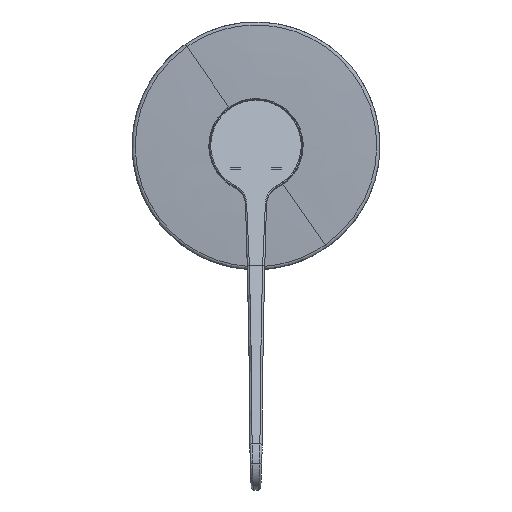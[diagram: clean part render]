
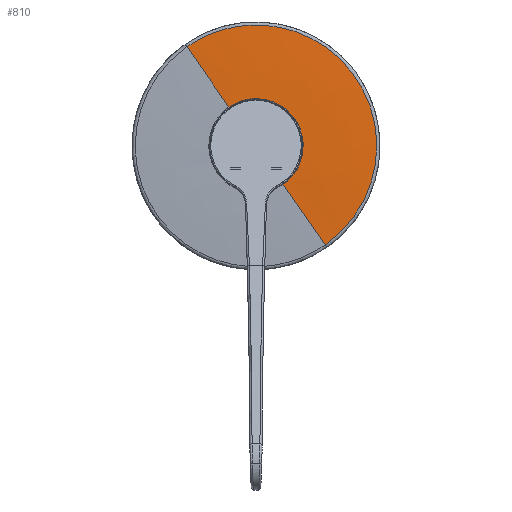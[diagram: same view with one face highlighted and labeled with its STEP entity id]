
A CAD part, front view. The second image highlights one B-rep face of the part: STEP entity #810.
In plain terms, the highlighted free-form (B-spline) face has degree [3, 3] with [4, 4] control points.
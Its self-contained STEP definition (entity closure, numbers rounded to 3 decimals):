
#810=ADVANCED_FACE('',(#1434),#9670,.T.);
#1434=FACE_OUTER_BOUND('',#2095,.T.);
#2095=EDGE_LOOP('',(#4989,#4990,#4991,#4992));
#4989=ORIENTED_EDGE('',*,*,#6591,.T.);
#4990=ORIENTED_EDGE('',*,*,#6592,.T.);
#4991=ORIENTED_EDGE('',*,*,#6593,.T.);
#4992=ORIENTED_EDGE('',*,*,#6594,.T.);
#6591=EDGE_CURVE('',#9063,#9064,#8149,.T.);
#6592=EDGE_CURVE('',#9064,#9065,#8150,.T.);
#6593=EDGE_CURVE('',#9065,#9066,#8151,.T.);
#6594=EDGE_CURVE('',#9066,#9063,#8152,.T.);
#8149=(
BOUNDED_CURVE()
B_SPLINE_CURVE(3,(#28960,#28961,#28962,#28963),.UNSPECIFIED.,.F.,.F.)
B_SPLINE_CURVE_WITH_KNOTS((4,4),(0.,1.),.UNSPECIFIED.)
CURVE()
GEOMETRIC_REPRESENTATION_ITEM()
RATIONAL_B_SPLINE_CURVE((1.,1.,1.,1.))
REPRESENTATION_ITEM('')
);
#8150=(
BOUNDED_CURVE()
B_SPLINE_CURVE(3,(#28964,#28965,#28966,#28967),.UNSPECIFIED.,.F.,.F.)
B_SPLINE_CURVE_WITH_KNOTS((4,4),(0.,1.),.UNSPECIFIED.)
CURVE()
GEOMETRIC_REPRESENTATION_ITEM()
RATIONAL_B_SPLINE_CURVE((1.,0.333,0.333,1.))
REPRESENTATION_ITEM('')
);
#8151=(
BOUNDED_CURVE()
B_SPLINE_CURVE(3,(#28968,#28969,#28970,#28971),.UNSPECIFIED.,.F.,.F.)
B_SPLINE_CURVE_WITH_KNOTS((4,4),(-1.,0.),.UNSPECIFIED.)
CURVE()
GEOMETRIC_REPRESENTATION_ITEM()
RATIONAL_B_SPLINE_CURVE((1.,1.,1.,1.))
REPRESENTATION_ITEM('')
);
#8152=(
BOUNDED_CURVE()
B_SPLINE_CURVE(3,(#28972,#28973,#28974,#28975),.UNSPECIFIED.,.F.,.F.)
B_SPLINE_CURVE_WITH_KNOTS((4,4),(-1.,0.),.UNSPECIFIED.)
CURVE()
GEOMETRIC_REPRESENTATION_ITEM()
RATIONAL_B_SPLINE_CURVE((1.,0.333,0.333,1.))
REPRESENTATION_ITEM('')
);
#9063=VERTEX_POINT('',#28940);
#9064=VERTEX_POINT('',#28941);
#9065=VERTEX_POINT('',#28942);
#9066=VERTEX_POINT('',#28943);
#9670=(
BOUNDED_SURFACE()
B_SPLINE_SURFACE(3,3,((#28717,#28718,#28719,#28720),(#28721,#28722,#28723,
#28724),(#28725,#28726,#28727,#28728),(#28729,#28730,#28731,#28732)),
 .UNSPECIFIED.,.F.,.F.,.F.)
B_SPLINE_SURFACE_WITH_KNOTS((4,4),(4,4),(0.,1.),(0.,1.),.UNSPECIFIED.)
GEOMETRIC_REPRESENTATION_ITEM()
RATIONAL_B_SPLINE_SURFACE(((1.,0.333,0.333,1.),
(1.,0.333,0.333,1.),
(1.,0.333,0.333,1.),
(1.,0.333,0.333,1.)))
REPRESENTATION_ITEM('')
SURFACE()
);
#28717=CARTESIAN_POINT('',(-32.067,2.7,60.564));
#28718=CARTESIAN_POINT('',(59.923,2.7,124.698));
#28719=CARTESIAN_POINT('',(124.057,2.7,32.709));
#28720=CARTESIAN_POINT('',(32.067,2.7,-31.425));
#28721=CARTESIAN_POINT('',(-25.557,2.17,51.227));
#28722=CARTESIAN_POINT('',(47.758,2.17,102.341));
#28723=CARTESIAN_POINT('',(98.872,2.17,29.026));
#28724=CARTESIAN_POINT('',(25.557,2.17,-22.088));
#28725=CARTESIAN_POINT('',(-19.042,1.905,41.882));
#28726=CARTESIAN_POINT('',(35.583,1.905,79.965));
#28727=CARTESIAN_POINT('',(73.667,1.905,25.341));
#28728=CARTESIAN_POINT('',(19.042,1.905,-12.743));
#28729=CARTESIAN_POINT('',(-12.525,1.905,32.534));
#28730=CARTESIAN_POINT('',(23.405,1.905,57.584));
#28731=CARTESIAN_POINT('',(48.455,1.905,21.654));
#28732=CARTESIAN_POINT('',(12.525,1.905,-3.396));
#28940=CARTESIAN_POINT('',(-32.067,2.7,60.564));
#28941=CARTESIAN_POINT('',(-12.525,1.905,32.534));
#28942=CARTESIAN_POINT('',(12.525,1.905,-3.396));
#28943=CARTESIAN_POINT('',(32.067,2.7,-31.425));
#28960=CARTESIAN_POINT('',(-32.067,2.7,60.564));
#28961=CARTESIAN_POINT('',(-25.557,2.17,51.227));
#28962=CARTESIAN_POINT('',(-19.042,1.905,41.882));
#28963=CARTESIAN_POINT('',(-12.525,1.905,32.534));
#28964=CARTESIAN_POINT('',(-12.525,1.905,32.534));
#28965=CARTESIAN_POINT('',(23.405,1.905,57.584));
#28966=CARTESIAN_POINT('',(48.455,1.905,21.654));
#28967=CARTESIAN_POINT('',(12.525,1.905,-3.396));
#28968=CARTESIAN_POINT('',(12.525,1.905,-3.396));
#28969=CARTESIAN_POINT('',(19.042,1.905,-12.743));
#28970=CARTESIAN_POINT('',(25.557,2.17,-22.088));
#28971=CARTESIAN_POINT('',(32.067,2.7,-31.425));
#28972=CARTESIAN_POINT('',(32.067,2.7,-31.425));
#28973=CARTESIAN_POINT('',(124.057,2.7,32.709));
#28974=CARTESIAN_POINT('',(59.923,2.7,124.698));
#28975=CARTESIAN_POINT('',(-32.067,2.7,60.564));
